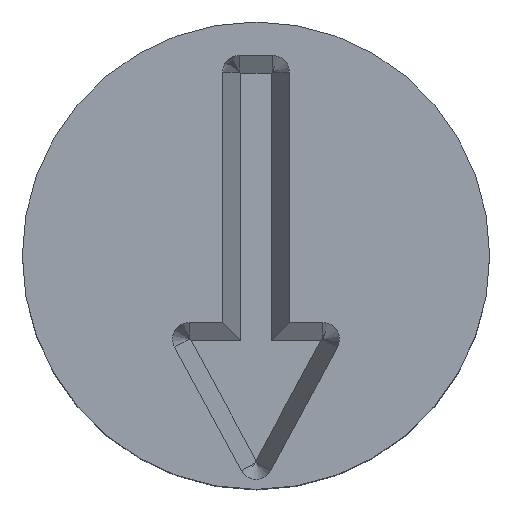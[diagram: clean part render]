
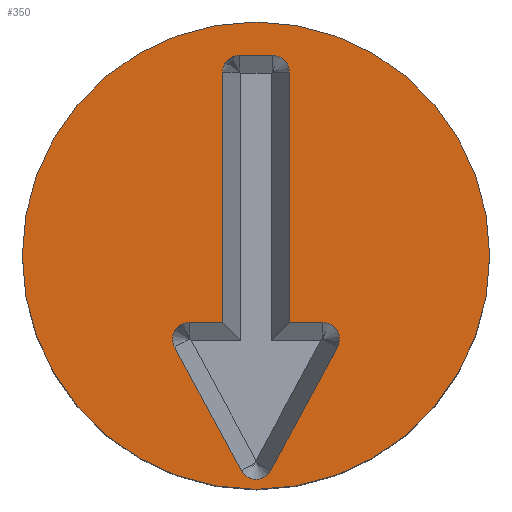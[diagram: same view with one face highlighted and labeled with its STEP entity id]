
A CAD part, top view. The second image highlights one B-rep face of the part: STEP entity #350.
In plain terms, the highlighted planar face has unit normal (0, 0, 1).
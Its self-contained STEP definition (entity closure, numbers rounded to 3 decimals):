
#16=FACE_BOUND('',#89,.T.);
#20=CIRCLE('',#377,0.05);
#21=CIRCLE('',#380,0.05);
#22=CIRCLE('',#383,0.05);
#23=CIRCLE('',#387,0.05);
#31=CIRCLE('',#403,0.7);
#47=PLANE('',#404);
#67=FACE_OUTER_BOUND('',#88,.T.);
#88=EDGE_LOOP('',(#317));
#89=EDGE_LOOP('',(#318,#319,#320,#321,#322,#323,#324,#325,#326,#327,#328,
#329));
#94=LINE('',#543,#127);
#98=LINE('',#551,#131);
#103=LINE('',#563,#136);
#108=LINE('',#575,#141);
#112=LINE('',#585,#145);
#116=LINE('',#593,#149);
#119=LINE('',#600,#152);
#127=VECTOR('',#413,10.);
#131=VECTOR('',#419,10.);
#136=VECTOR('',#430,10.);
#141=VECTOR('',#441,10.);
#145=VECTOR('',#451,10.);
#149=VECTOR('',#457,10.);
#152=VECTOR('',#466,10.);
#157=B_SPLINE_CURVE_WITH_KNOTS('',3,(#530,#531,#532,#533,#534),
 .UNSPECIFIED.,.F.,.F.,(4,1,4),(1.571,2.244,3.142),
 .UNSPECIFIED.);
#158=VERTEX_POINT('',#523);
#160=VERTEX_POINT('',#529);
#161=VERTEX_POINT('',#537);
#164=VERTEX_POINT('',#545);
#167=VERTEX_POINT('',#553);
#168=VERTEX_POINT('',#557);
#171=VERTEX_POINT('',#565);
#172=VERTEX_POINT('',#569);
#175=VERTEX_POINT('',#577);
#176=VERTEX_POINT('',#581);
#178=VERTEX_POINT('',#587);
#181=VERTEX_POINT('',#595);
#188=VERTEX_POINT('',#623);
#190=EDGE_CURVE('',#160,#158,#157,.T.);
#195=EDGE_CURVE('',#161,#160,#94,.T.);
#199=EDGE_CURVE('',#164,#161,#98,.T.);
#200=EDGE_CURVE('',#167,#164,#20,.T.);
#205=EDGE_CURVE('',#168,#167,#103,.T.);
#206=EDGE_CURVE('',#171,#168,#21,.T.);
#211=EDGE_CURVE('',#172,#171,#108,.T.);
#212=EDGE_CURVE('',#175,#172,#22,.T.);
#216=EDGE_CURVE('',#176,#175,#112,.T.);
#220=EDGE_CURVE('',#178,#176,#116,.T.);
#221=EDGE_CURVE('',#181,#178,#23,.T.);
#224=EDGE_CURVE('',#158,#181,#119,.T.);
#234=EDGE_CURVE('',#188,#188,#31,.T.);
#317=ORIENTED_EDGE('',*,*,#234,.F.);
#318=ORIENTED_EDGE('',*,*,#190,.T.);
#319=ORIENTED_EDGE('',*,*,#224,.T.);
#320=ORIENTED_EDGE('',*,*,#221,.T.);
#321=ORIENTED_EDGE('',*,*,#220,.T.);
#322=ORIENTED_EDGE('',*,*,#216,.T.);
#323=ORIENTED_EDGE('',*,*,#212,.T.);
#324=ORIENTED_EDGE('',*,*,#211,.T.);
#325=ORIENTED_EDGE('',*,*,#206,.T.);
#326=ORIENTED_EDGE('',*,*,#205,.T.);
#327=ORIENTED_EDGE('',*,*,#200,.T.);
#328=ORIENTED_EDGE('',*,*,#199,.T.);
#329=ORIENTED_EDGE('',*,*,#195,.T.);
#350=ADVANCED_FACE('',(#67,#16),#47,.F.);
#377=AXIS2_PLACEMENT_3D('',#554,#422,#423);
#380=AXIS2_PLACEMENT_3D('',#566,#433,#434);
#383=AXIS2_PLACEMENT_3D('',#578,#444,#445);
#387=AXIS2_PLACEMENT_3D('',#596,#460,#461);
#403=AXIS2_PLACEMENT_3D('',#624,#497,#498);
#404=AXIS2_PLACEMENT_3D('',#626,#500,#501);
#413=DIRECTION('',(0.,1.,0.));
#419=DIRECTION('',(1.,0.,0.));
#422=DIRECTION('center_axis',(0.,0.,-1.));
#423=DIRECTION('ref_axis',(0.,-1.,0.));
#430=DIRECTION('',(-0.476,0.88,0.));
#433=DIRECTION('center_axis',(0.,0.,-1.));
#434=DIRECTION('ref_axis',(0.88,0.476,0.));
#441=DIRECTION('',(-0.476,-0.88,0.));
#444=DIRECTION('center_axis',(0.,0.,-1.));
#445=DIRECTION('ref_axis',(-0.88,0.476,0.));
#451=DIRECTION('',(1.,0.,0.));
#457=DIRECTION('',(0.,-1.,0.));
#460=DIRECTION('center_axis',(0.,0.,-1.));
#461=DIRECTION('ref_axis',(-1.,0.,0.));
#466=DIRECTION('',(1.,0.,0.));
#497=DIRECTION('center_axis',(0.,0.,-1.));
#498=DIRECTION('ref_axis',(-1.,0.,0.));
#500=DIRECTION('center_axis',(0.,0.,-1.));
#501=DIRECTION('ref_axis',(-1.,0.,0.));
#523=CARTESIAN_POINT('',(-0.05,0.6,1.));
#529=CARTESIAN_POINT('',(-0.1,0.55,1.));
#530=CARTESIAN_POINT('Ctrl Pts',(-0.1,0.55,1.));
#531=CARTESIAN_POINT('Ctrl Pts',(-0.1,0.561,1.));
#532=CARTESIAN_POINT('Ctrl Pts',(-0.091,0.587,
1.));
#533=CARTESIAN_POINT('Ctrl Pts',(-0.065,0.6,1.));
#534=CARTESIAN_POINT('Ctrl Pts',(-0.05,0.6,1.));
#537=CARTESIAN_POINT('',(-0.1,-0.2,1.));
#543=CARTESIAN_POINT('',(-0.1,0.275,1.));
#545=CARTESIAN_POINT('',(-0.2,-0.2,1.));
#551=CARTESIAN_POINT('',(-0.05,-0.2,1.));
#553=CARTESIAN_POINT('',(-0.244,-0.274,1.));
#554=CARTESIAN_POINT('Origin',(-0.2,-0.25,1.));
#557=CARTESIAN_POINT('',(-0.044,-0.644,1.));
#563=CARTESIAN_POINT('',(-0.274,-0.219,1.));
#565=CARTESIAN_POINT('',(0.044,-0.644,1.));
#566=CARTESIAN_POINT('Origin',(0.,-0.62,
1.));
#569=CARTESIAN_POINT('',(0.244,-0.274,1.));
#575=CARTESIAN_POINT('',(0.174,-0.404,1.));
#577=CARTESIAN_POINT('',(0.2,-0.2,1.));
#578=CARTESIAN_POINT('Origin',(0.2,-0.25,1.));
#581=CARTESIAN_POINT('',(0.1,-0.2,1.));
#585=CARTESIAN_POINT('',(0.1,-0.2,1.));
#587=CARTESIAN_POINT('',(0.1,0.55,1.));
#593=CARTESIAN_POINT('',(0.1,-0.1,1.));
#595=CARTESIAN_POINT('',(0.05,0.6,1.));
#596=CARTESIAN_POINT('Origin',(0.05,0.55,1.));
#600=CARTESIAN_POINT('',(0.,0.6,1.));
#623=CARTESIAN_POINT('',(0.7,0.,1.));
#624=CARTESIAN_POINT('Origin',(0.,0.,1.));
#626=CARTESIAN_POINT('Origin',(0.,0.,1.));
